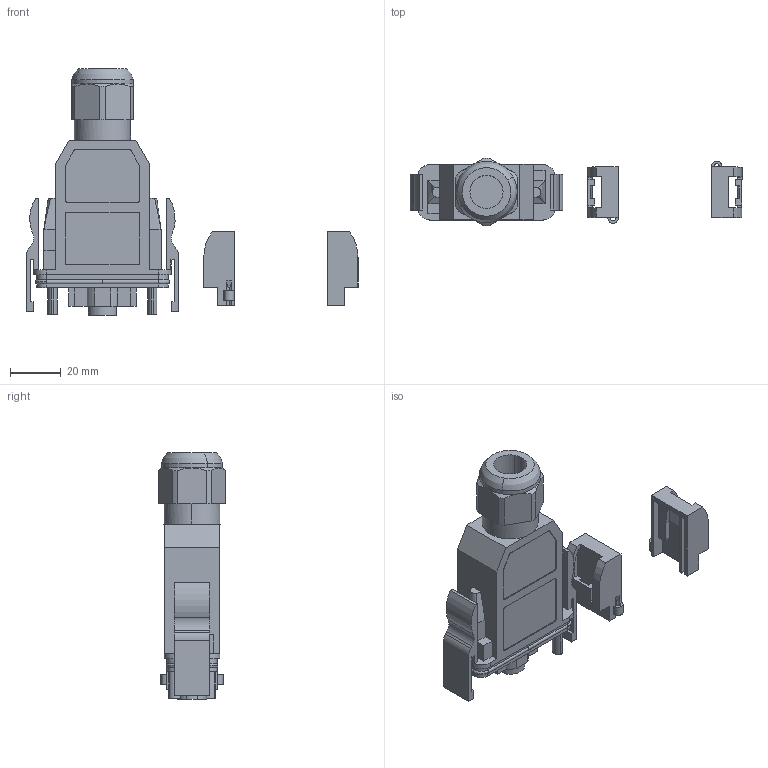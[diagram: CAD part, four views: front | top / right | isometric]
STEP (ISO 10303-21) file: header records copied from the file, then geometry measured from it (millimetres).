
FILE_DESCRIPTION (( 'STEP AP214' ), '1' );
FILE_NAME ('CP-LTFA_Step_01.STEP', '2021-05-28T12:22:30', ( '' ), ( '' ), 'SwSTEP 2.0', 'SolidWorks 2020', '' );
FILE_SCHEMA (( 'AUTOMOTIVE_DESIGN' ));
Length unit declared in the file: millimetre
Products named in the file (1): CP-LTFA_Step_01
Bounding box: 130.25 x 26.49 x 96.75 mm (x, y, z)
Surface area: 32301.4 mm2 (no closed solid volume)
Topology: 0 solids, 6 shells, 1196 faces, 3266 edges, 2145 vertices
Faces by surface type: plane 718, bspline 284, cylinder 131, cone 46, torus 17
Entity records: 60535 total; most frequent: CARTESIAN_POINT 19310, ORIENTED_EDGE 6514, DIRECTION 4750, EDGE_CURVE 3264, LINE 2156, VECTOR 2156, VERTEX_POINT 2145, AXIS2_PLACEMENT_3D 1297
